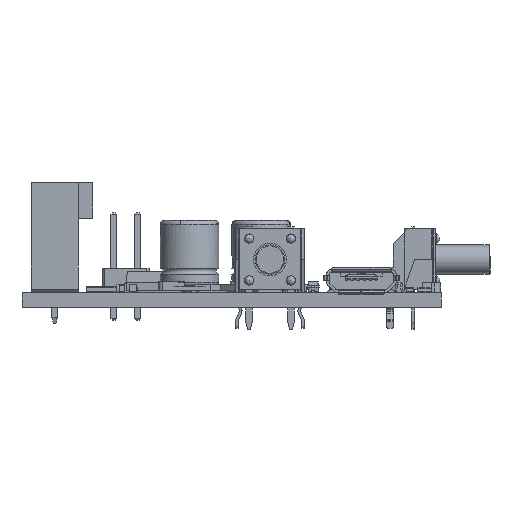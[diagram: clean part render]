
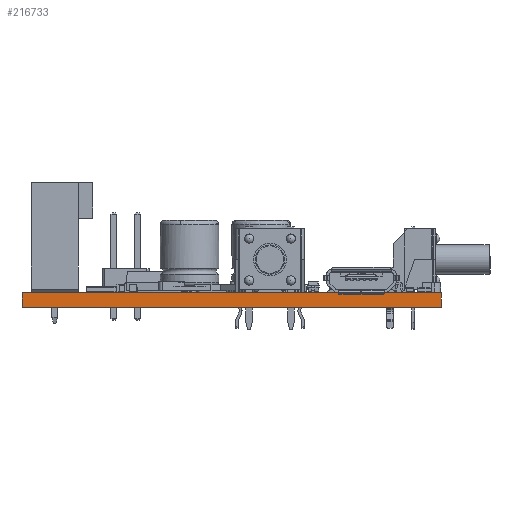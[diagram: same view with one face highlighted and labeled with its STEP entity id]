
A CAD part, left-side view. The second image highlights one B-rep face of the part: STEP entity #216733.
In plain terms, the highlighted planar face has unit normal (-1, 0, 0).
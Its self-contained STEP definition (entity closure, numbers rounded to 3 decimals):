
#216617 = EDGE_CURVE('',#216618,#216620,#216622,.T.);
#216618 = VERTEX_POINT('',#216619);
#216619 = CARTESIAN_POINT('',(0.,-0.,0.));
#216620 = VERTEX_POINT('',#216621);
#216621 = CARTESIAN_POINT('',(0.,0.,1.6));
#216622 = SURFACE_CURVE('',#216623,(#216627,#216639),.PCURVE_S1.);
#216623 = LINE('',#216624,#216625);
#216624 = CARTESIAN_POINT('',(0.,-0.,0.));
#216625 = VECTOR('',#216626,1.);
#216626 = DIRECTION('',(0.,0.,1.));
#216627 = PCURVE('',#216628,#216633);
#216628 = PLANE('',#216629);
#216629 = AXIS2_PLACEMENT_3D('',#216630,#216631,#216632);
#216630 = CARTESIAN_POINT('',(0.,0.,0.));
#216631 = DIRECTION('',(0.,1.,0.));
#216632 = DIRECTION('',(1.,0.,0.));
#216633 = DEFINITIONAL_REPRESENTATION('',(#216634),#216638);
#216634 = LINE('',#216635,#216636);
#216635 = CARTESIAN_POINT('',(0.,0.));
#216636 = VECTOR('',#216637,1.);
#216637 = DIRECTION('',(0.,-1.));
#216638 = ( GEOMETRIC_REPRESENTATION_CONTEXT(2) 
PARAMETRIC_REPRESENTATION_CONTEXT() REPRESENTATION_CONTEXT('2D SPACE',''
  ) );
#216639 = PCURVE('',#216640,#216645);
#216640 = PLANE('',#216641);
#216641 = AXIS2_PLACEMENT_3D('',#216642,#216643,#216644);
#216642 = CARTESIAN_POINT('',(0.,45.,0.));
#216643 = DIRECTION('',(1.,0.,-0.));
#216644 = DIRECTION('',(0.,-1.,0.));
#216645 = DEFINITIONAL_REPRESENTATION('',(#216646),#216650);
#216646 = LINE('',#216647,#216648);
#216647 = CARTESIAN_POINT('',(45.,0.));
#216648 = VECTOR('',#216649,1.);
#216649 = DIRECTION('',(0.,-1.));
#216650 = ( GEOMETRIC_REPRESENTATION_CONTEXT(2) 
PARAMETRIC_REPRESENTATION_CONTEXT() REPRESENTATION_CONTEXT('2D SPACE',''
  ) );
#216668 = PLANE('',#216669);
#216669 = AXIS2_PLACEMENT_3D('',#216670,#216671,#216672);
#216670 = CARTESIAN_POINT('',(0.,0.,1.6));
#216671 = DIRECTION('',(0.,0.,-1.));
#216672 = DIRECTION('',(-1.,0.,-0.));
#216722 = PLANE('',#216723);
#216723 = AXIS2_PLACEMENT_3D('',#216724,#216725,#216726);
#216724 = CARTESIAN_POINT('',(0.,0.,0.));
#216725 = DIRECTION('',(0.,0.,-1.));
#216726 = DIRECTION('',(-1.,0.,-0.));
#216733 = ADVANCED_FACE('',(#216734),#216640,.F.);
#216734 = FACE_BOUND('',#216735,.F.);
#216735 = EDGE_LOOP('',(#216736,#216766,#216787,#216788));
#216736 = ORIENTED_EDGE('',*,*,#216737,.T.);
#216737 = EDGE_CURVE('',#216738,#216740,#216742,.T.);
#216738 = VERTEX_POINT('',#216739);
#216739 = CARTESIAN_POINT('',(0.,45.,0.));
#216740 = VERTEX_POINT('',#216741);
#216741 = CARTESIAN_POINT('',(0.,45.,1.6));
#216742 = SURFACE_CURVE('',#216743,(#216747,#216754),.PCURVE_S1.);
#216743 = LINE('',#216744,#216745);
#216744 = CARTESIAN_POINT('',(0.,45.,0.));
#216745 = VECTOR('',#216746,1.);
#216746 = DIRECTION('',(0.,0.,1.));
#216747 = PCURVE('',#216640,#216748);
#216748 = DEFINITIONAL_REPRESENTATION('',(#216749),#216753);
#216749 = LINE('',#216750,#216751);
#216750 = CARTESIAN_POINT('',(0.,0.));
#216751 = VECTOR('',#216752,1.);
#216752 = DIRECTION('',(0.,-1.));
#216753 = ( GEOMETRIC_REPRESENTATION_CONTEXT(2) 
PARAMETRIC_REPRESENTATION_CONTEXT() REPRESENTATION_CONTEXT('2D SPACE',''
  ) );
#216754 = PCURVE('',#216755,#216760);
#216755 = PLANE('',#216756);
#216756 = AXIS2_PLACEMENT_3D('',#216757,#216758,#216759);
#216757 = CARTESIAN_POINT('',(106.,45.,0.));
#216758 = DIRECTION('',(0.,-1.,0.));
#216759 = DIRECTION('',(-1.,0.,0.));
#216760 = DEFINITIONAL_REPRESENTATION('',(#216761),#216765);
#216761 = LINE('',#216762,#216763);
#216762 = CARTESIAN_POINT('',(106.,0.));
#216763 = VECTOR('',#216764,1.);
#216764 = DIRECTION('',(0.,-1.));
#216765 = ( GEOMETRIC_REPRESENTATION_CONTEXT(2) 
PARAMETRIC_REPRESENTATION_CONTEXT() REPRESENTATION_CONTEXT('2D SPACE',''
  ) );
#216766 = ORIENTED_EDGE('',*,*,#216767,.T.);
#216767 = EDGE_CURVE('',#216740,#216620,#216768,.T.);
#216768 = SURFACE_CURVE('',#216769,(#216773,#216780),.PCURVE_S1.);
#216769 = LINE('',#216770,#216771);
#216770 = CARTESIAN_POINT('',(0.,45.,1.6));
#216771 = VECTOR('',#216772,1.);
#216772 = DIRECTION('',(0.,-1.,0.));
#216773 = PCURVE('',#216640,#216774);
#216774 = DEFINITIONAL_REPRESENTATION('',(#216775),#216779);
#216775 = LINE('',#216776,#216777);
#216776 = CARTESIAN_POINT('',(0.,-1.6));
#216777 = VECTOR('',#216778,1.);
#216778 = DIRECTION('',(1.,0.));
#216779 = ( GEOMETRIC_REPRESENTATION_CONTEXT(2) 
PARAMETRIC_REPRESENTATION_CONTEXT() REPRESENTATION_CONTEXT('2D SPACE',''
  ) );
#216780 = PCURVE('',#216668,#216781);
#216781 = DEFINITIONAL_REPRESENTATION('',(#216782),#216786);
#216782 = LINE('',#216783,#216784);
#216783 = CARTESIAN_POINT('',(0.,45.));
#216784 = VECTOR('',#216785,1.);
#216785 = DIRECTION('',(-0.,-1.));
#216786 = ( GEOMETRIC_REPRESENTATION_CONTEXT(2) 
PARAMETRIC_REPRESENTATION_CONTEXT() REPRESENTATION_CONTEXT('2D SPACE',''
  ) );
#216787 = ORIENTED_EDGE('',*,*,#216617,.F.);
#216788 = ORIENTED_EDGE('',*,*,#216789,.F.);
#216789 = EDGE_CURVE('',#216738,#216618,#216790,.T.);
#216790 = SURFACE_CURVE('',#216791,(#216795,#216802),.PCURVE_S1.);
#216791 = LINE('',#216792,#216793);
#216792 = CARTESIAN_POINT('',(0.,45.,0.));
#216793 = VECTOR('',#216794,1.);
#216794 = DIRECTION('',(0.,-1.,0.));
#216795 = PCURVE('',#216640,#216796);
#216796 = DEFINITIONAL_REPRESENTATION('',(#216797),#216801);
#216797 = LINE('',#216798,#216799);
#216798 = CARTESIAN_POINT('',(0.,0.));
#216799 = VECTOR('',#216800,1.);
#216800 = DIRECTION('',(1.,0.));
#216801 = ( GEOMETRIC_REPRESENTATION_CONTEXT(2) 
PARAMETRIC_REPRESENTATION_CONTEXT() REPRESENTATION_CONTEXT('2D SPACE',''
  ) );
#216802 = PCURVE('',#216722,#216803);
#216803 = DEFINITIONAL_REPRESENTATION('',(#216804),#216808);
#216804 = LINE('',#216805,#216806);
#216805 = CARTESIAN_POINT('',(0.,45.));
#216806 = VECTOR('',#216807,1.);
#216807 = DIRECTION('',(-0.,-1.));
#216808 = ( GEOMETRIC_REPRESENTATION_CONTEXT(2) 
PARAMETRIC_REPRESENTATION_CONTEXT() REPRESENTATION_CONTEXT('2D SPACE',''
  ) );
